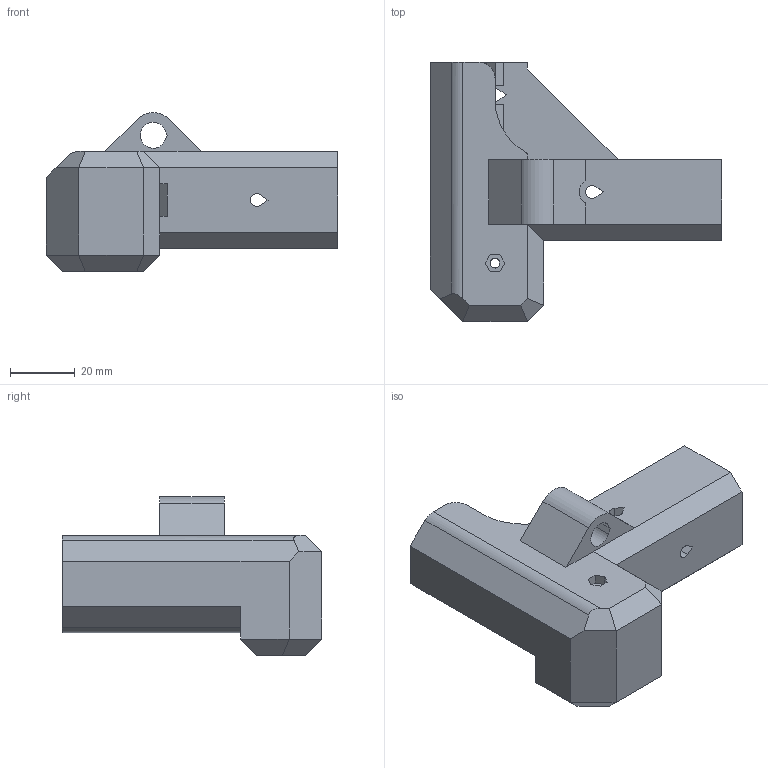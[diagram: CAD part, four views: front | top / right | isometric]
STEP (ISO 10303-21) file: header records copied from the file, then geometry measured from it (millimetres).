
FILE_DESCRIPTION(('FreeCAD Model'),'2;1');
FILE_NAME('RIdlerHold.step','2016-04-18T16:38:50',( 'Author'),(''),'Open CASCADE STEP processor 6.8','FreeCAD','Unknown' );
FILE_SCHEMA(('AUTOMOTIVE_DESIGN_CC2 { 1 2 10303 214 -1 1 5 4 }'));
Length unit declared in the file: millimetre
Products named in the file (2): ASSEMBLY; RIdlerHold
Assembly tree (1 placements, depth 2):
  ASSEMBLY
    RIdlerHold
Bounding box: 90 x 80 x 48.97 mm (x, y, z)
Volume: 72666.6 mm3; surface area: 25195.7 mm2
Topology: 1 solids, 1 shells, 140 faces, 391 edges, 257 vertices
Faces by surface type: plane 119, cylinder 19, cone 2
Full cylindrical faces by diameter (mm): 10 x2
Entity records: 9662 total; most frequent: CARTESIAN_POINT 1704, DIRECTION 1477, LINE 1090, VECTOR 1090, ORIENTED_EDGE 782, PCURVE 782, DEFINITIONAL_REPRESENTATION 782, EDGE_CURVE 391
